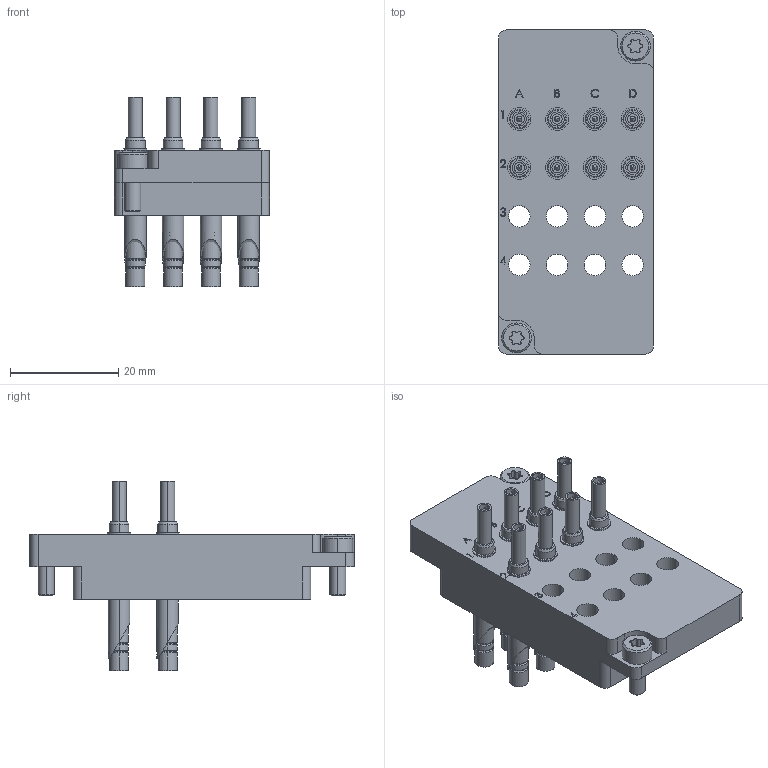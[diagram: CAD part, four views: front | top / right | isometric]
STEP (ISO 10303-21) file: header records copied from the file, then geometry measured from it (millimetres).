
FILE_DESCRIPTION (( 'STEP AP214' ), '1' );
FILE_NAME ('INGUN_38118.STEP', '2023-01-16T10:40:57', ( '' ), ( '' ), 'SwSTEP 2.0', 'SolidWorks 2021', '' );
FILE_SCHEMA (( 'AUTOMOTIVE_DESIGN' ));
Length unit declared in the file: millimetre
Products named in the file (7): DIN912~n_M03,0x008; INGUN_38118; 31005~2; HFS-110-0042__ADA~hfs_S; INFO_4597~0_SBP-T_Kontaktierung-Seite<S>; KS-110-Master__ADA~ks_KS-110 23; 31005~2_S
Assembly tree (21 placements, depth 3):
  INGUN_38118
    31005~2_S
      31005~2
      INFO_4597~0_SBP-T_Kontaktierung-Seite<S>
    DIN912~n_M03,0x008  x2
    KS-110-Master__ADA~ks_KS-110 23  x8
    HFS-110-0042__ADA~hfs_S  x8
Bounding box: 28.7 x 60 x 35 mm (x, y, z)
Volume: 19719.8 mm3; surface area: 13677.1 mm2
Topology: 43 solids, 43 shells, 777 faces, 1669 edges, 1046 vertices
Faces by surface type: cylinder 356, plane 240, torus 96, bspline 45, cone 40
Entity records: 11475 total; most frequent: CARTESIAN_POINT 4318, ORIENTED_EDGE 1390, DIRECTION 1334, EDGE_CURVE 695, AXIS2_PLACEMENT_3D 482, VERTEX_POINT 454, VECTOR 370, LINE 370
